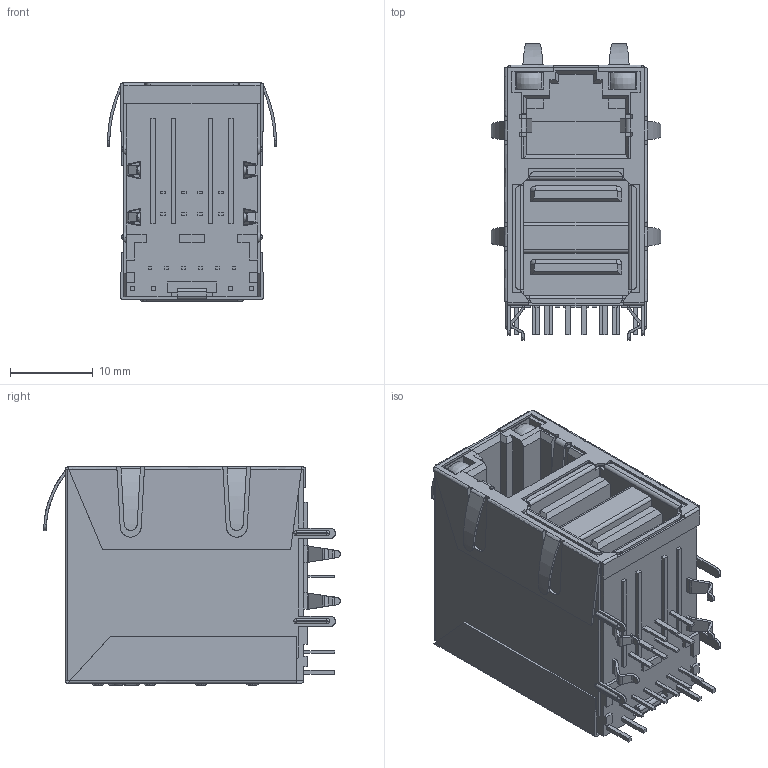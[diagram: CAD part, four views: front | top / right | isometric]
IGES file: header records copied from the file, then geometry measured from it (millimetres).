
Start section: SolidWorks IGES file using analytic representation for surfaces
Global section: file name: GSPX-B-S2-GG-9100-R1_rA4.IGS; native system: SolidWorks 2012; preprocessor: SolidWorks 2012; author: Daniel; date: 140422.164841; units: millimetre
Bounding box: 20.5 x 35.8 x 26.32 mm (x, y, z)
Surface area: 6686.6 mm2 (no closed solid volume)
Topology: 0 solids, 0 shells, 691 faces, 7119 edges, 8980 vertices
Faces by surface type: bspline 529, revolution 162
